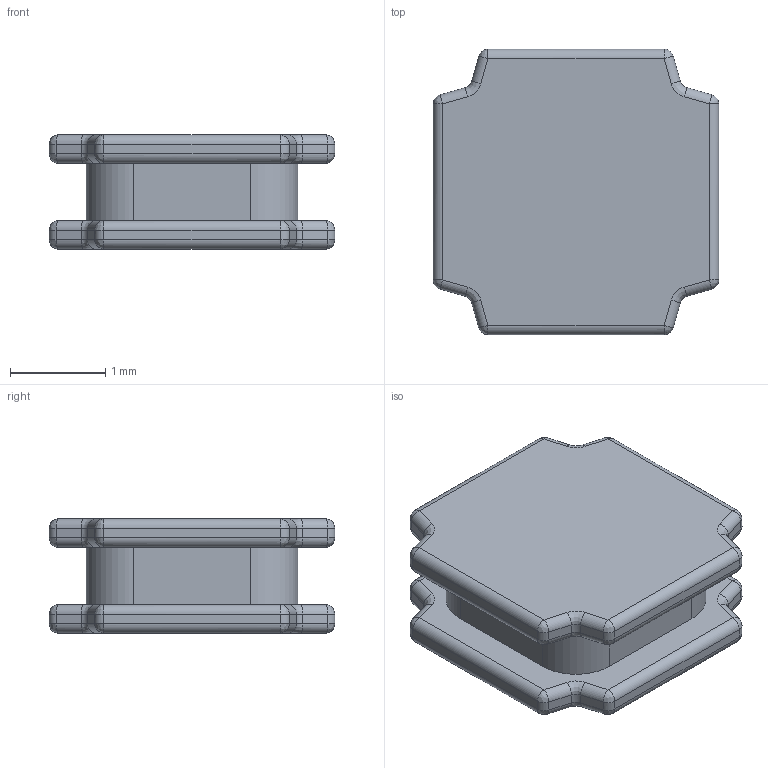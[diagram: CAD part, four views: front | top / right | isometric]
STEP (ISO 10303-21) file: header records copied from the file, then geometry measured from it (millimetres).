
FILE_DESCRIPTION(/* description */ (''),/* implementation_level */ '2;1');
FILE_NAME(/* name */ 'BOBINE~1',/* time_stamp */ '2019-08-27T15:45:14+02:00',/* author */ (''),/* organization */ (''),/* preprocessor_version */ 'ST-DEVELOPER v15',/* originating_system */ '',/* authorisation */ '');
FILE_SCHEMA (('AUTOMOTIVE_DESIGN'));
Length unit declared in the file: millimetre
Products named in the file (1): Document
Bounding box: 3 x 3 x 1.2 mm (x, y, z)
Volume: 7.7 mm3; surface area: 51.8 mm2
Topology: 3 solids, 3 shells, 158 faces, 328 edges, 176 vertices
Faces by surface type: bspline 128, plane 30
Entity records: 3914 total; most frequent: CARTESIAN_POINT 2038, ORIENTED_EDGE 656, EDGE_CURVE 328, VERTEX_POINT 176, ADVANCED_FACE 158, FACE_OUTER_BOUND 158, EDGE_LOOP 158, B_SPLINE_CURVE_WITH_KNOTS 112
